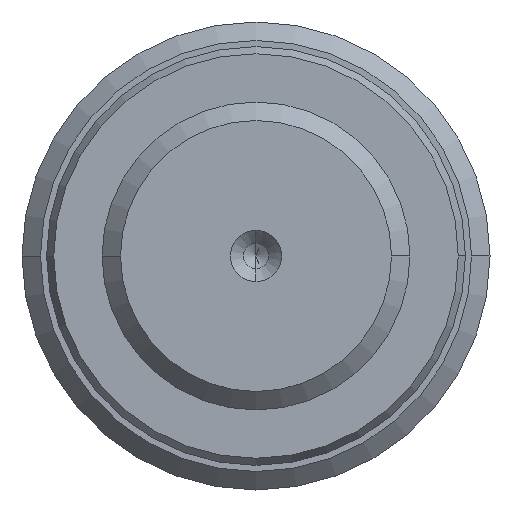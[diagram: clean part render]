
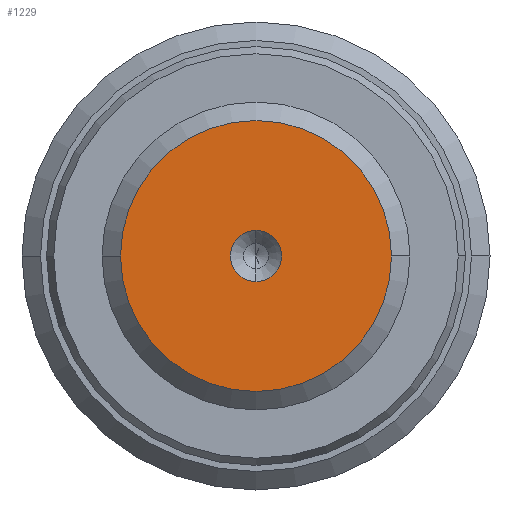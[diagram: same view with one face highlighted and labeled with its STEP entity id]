
A CAD part, left-side view. The second image highlights one B-rep face of the part: STEP entity #1229.
In plain terms, the highlighted planar face has unit normal (-1, 0, 0).
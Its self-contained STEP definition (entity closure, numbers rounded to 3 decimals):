
#11 = DIRECTION ( 'NONE',  ( 1., 0., 0. ) ) ;
#24 = EDGE_CURVE ( 'NONE', #846, #2701, #780, .T. ) ;
#29 = DIRECTION ( 'NONE',  ( -1., 0., 0. ) ) ;
#152 = CARTESIAN_POINT ( 'NONE',  ( 0., 0., 0. ) ) ;
#176 = DIRECTION ( 'NONE',  ( 0., -1., 0. ) ) ;
#203 = AXIS2_PLACEMENT_3D ( 'NONE', #657, #29, #676 ) ;
#291 = AXIS2_PLACEMENT_3D ( 'NONE', #2102, #3354, #691 ) ;
#300 = PLANE ( 'NONE',  #3453 ) ;
#364 = AXIS2_PLACEMENT_3D ( 'NONE', #152, #3544, #176 ) ;
#602 = DIRECTION ( 'NONE',  ( -1., 0., 0. ) ) ;
#657 = CARTESIAN_POINT ( 'NONE',  ( 0., 0., 0. ) ) ;
#676 = DIRECTION ( 'NONE',  ( 0., -1., 0. ) ) ;
#691 = DIRECTION ( 'NONE',  ( 0., -1., 0. ) ) ;
#702 = DIRECTION ( 'NONE',  ( 0., -1., 0. ) ) ;
#780 = CIRCLE ( 'NONE', #203, 11. ) ;
#782 = CARTESIAN_POINT ( 'NONE',  ( 0., 0., 0. ) ) ;
#846 = VERTEX_POINT ( 'NONE', #2706 ) ;
#962 = CARTESIAN_POINT ( 'NONE',  ( 0., 0., -2.075 ) ) ;
#1229 = ADVANCED_FACE ( 'NONE', ( #2659, #1539 ), #300, .T. ) ;
#1358 = EDGE_CURVE ( 'NONE', #4005, #1466, #2403, .T. ) ;
#1437 = AXIS2_PLACEMENT_3D ( 'NONE', #3763, #11, #702 ) ;
#1444 = CIRCLE ( 'NONE', #291, 2.075 ) ;
#1466 = VERTEX_POINT ( 'NONE', #962 ) ;
#1539 = FACE_OUTER_BOUND ( 'NONE', #3764, .T. ) ;
#1640 = CIRCLE ( 'NONE', #364, 11. ) ;
#1743 = DIRECTION ( 'NONE',  ( 0., -1., 0. ) ) ;
#1898 = EDGE_LOOP ( 'NONE', ( #2172, #2457 ) ) ;
#2102 = CARTESIAN_POINT ( 'NONE',  ( 0., 0., 0. ) ) ;
#2172 = ORIENTED_EDGE ( 'NONE', *, *, #1358, .T. ) ;
#2403 = CIRCLE ( 'NONE', #1437, 2.075 ) ;
#2457 = ORIENTED_EDGE ( 'NONE', *, *, #2619, .T. ) ;
#2619 = EDGE_CURVE ( 'NONE', #1466, #4005, #1444, .T. ) ;
#2659 = FACE_BOUND ( 'NONE', #1898, .T. ) ;
#2701 = VERTEX_POINT ( 'NONE', #2830 ) ;
#2706 = CARTESIAN_POINT ( 'NONE',  ( 0., 11., 0. ) ) ;
#2765 = ORIENTED_EDGE ( 'NONE', *, *, #3285, .T. ) ;
#2830 = CARTESIAN_POINT ( 'NONE',  ( 0., -11., 0. ) ) ;
#3285 = EDGE_CURVE ( 'NONE', #2701, #846, #1640, .T. ) ;
#3354 = DIRECTION ( 'NONE',  ( 1., 0., 0. ) ) ;
#3453 = AXIS2_PLACEMENT_3D ( 'NONE', #782, #602, #1743 ) ;
#3544 = DIRECTION ( 'NONE',  ( -1., 0., 0. ) ) ;
#3693 = ORIENTED_EDGE ( 'NONE', *, *, #24, .T. ) ;
#3763 = CARTESIAN_POINT ( 'NONE',  ( 0., 0., 0. ) ) ;
#3764 = EDGE_LOOP ( 'NONE', ( #3693, #2765 ) ) ;
#3936 = CARTESIAN_POINT ( 'NONE',  ( 0., 0., 2.075 ) ) ;
#4005 = VERTEX_POINT ( 'NONE', #3936 ) ;
